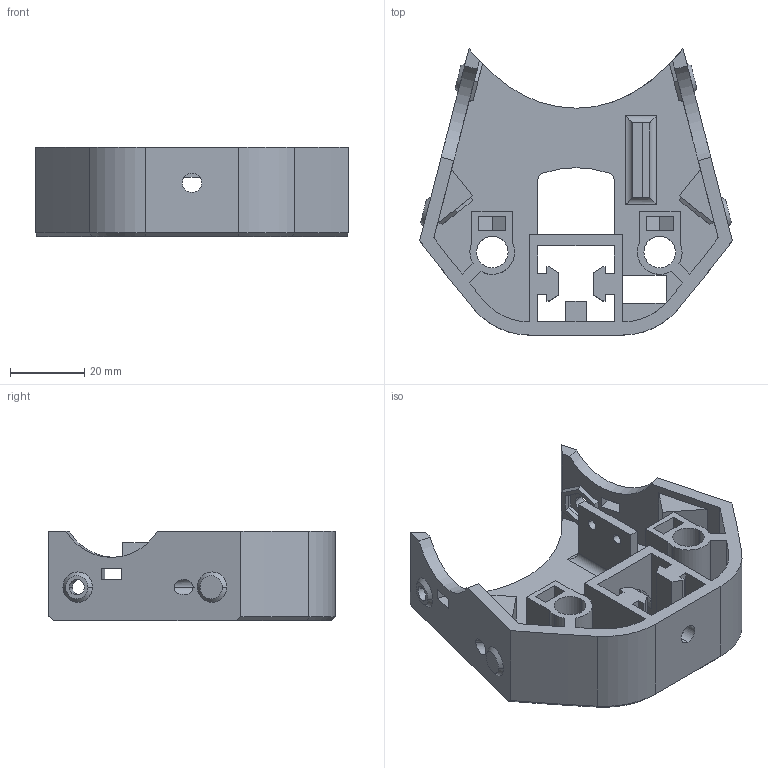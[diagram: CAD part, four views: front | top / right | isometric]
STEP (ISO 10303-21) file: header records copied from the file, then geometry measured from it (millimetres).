
FILE_DESCRIPTION (( 'STEP AP214' ), '1' );
FILE_NAME ('3DR Bottom Motor Mount.STEP', '2014-02-23T20:34:24', ( '' ), ( '' ), 'SwSTEP 2.0', 'SolidWorks 2011', '' );
FILE_SCHEMA (( 'AUTOMOTIVE_DESIGN' ));
Length unit declared in the file: millimetre
Products named in the file (1): 3DR Bottom Motor Mount
Bounding box: 84 x 76.89 x 24 mm (x, y, z)
Volume: 37321.5 mm3; surface area: 25830.6 mm2
Topology: 1 solids, 1 shells, 242 faces, 661 edges, 429 vertices
Faces by surface type: plane 173, cylinder 53, cone 12, bspline 4
Entity records: 7890 total; most frequent: CARTESIAN_POINT 1631, ORIENTED_EDGE 1322, DIRECTION 1225, EDGE_CURVE 661, LINE 525, VECTOR 525, VERTEX_POINT 429, AXIS2_PLACEMENT_3D 350
